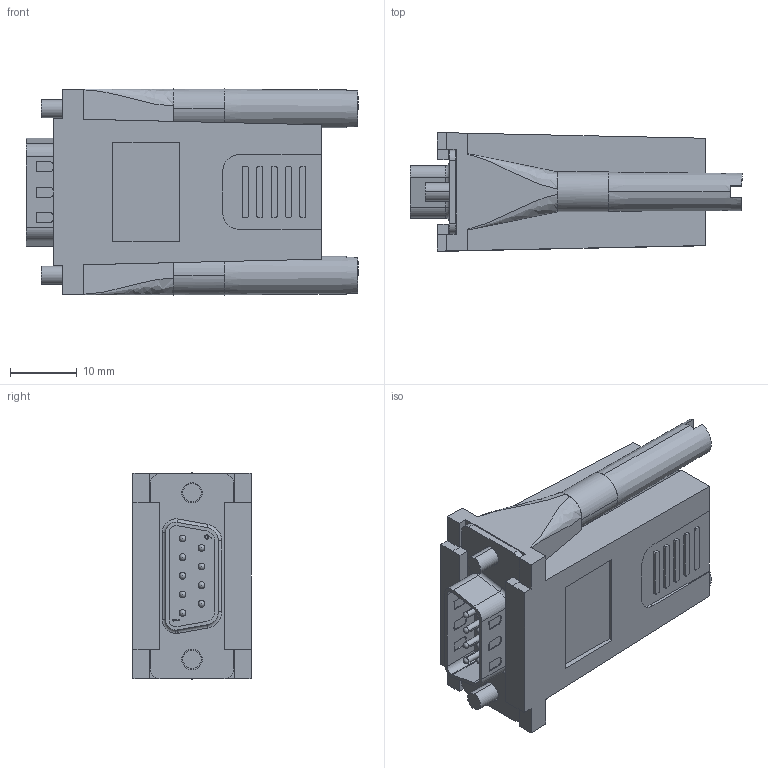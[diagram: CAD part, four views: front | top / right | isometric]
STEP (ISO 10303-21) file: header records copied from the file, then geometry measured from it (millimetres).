
FILE_DESCRIPTION (( 'STEP AP203' ), '1' );
FILE_NAME ('REC098M.STEP', '2006-06-23T20:13:40', ( 'lcom' ), ( 'lcom' ), 'SwSTEP 2.0', 'SolidWorks 2006004', '' );
FILE_SCHEMA (( 'CONFIG_CONTROL_DESIGN' ));
Length unit declared in the file: inch
Products named in the file (6): REC098M; 3AA07-037; CRIMP&POKE M; REC098M-MA1; C&P9M
Assembly tree (14 placements, depth 3):
  REC098M
    REC098M-MA1
    3AA07-037  x2
    C&P9M
      CRIMP&POKE M  x9
      C&P9M
Bounding box: 49.78 x 17.78 x 30.91 mm (x, y, z)
Volume: 10641.8 mm3; surface area: 11946.3 mm2
Topology: 13 solids, 13 shells, 661 faces, 1611 edges, 1044 vertices
Faces by surface type: plane 331, cylinder 266, cone 22, torus 20, bspline 13, sphere 9
Entity records: 17388 total; most frequent: CARTESIAN_POINT 3868, DIRECTION 2660, ORIENTED_EDGE 2590, EDGE_CURVE 1295, AXIS2_PLACEMENT_3D 901, LINE 858, VECTOR 858, VERTEX_POINT 847
